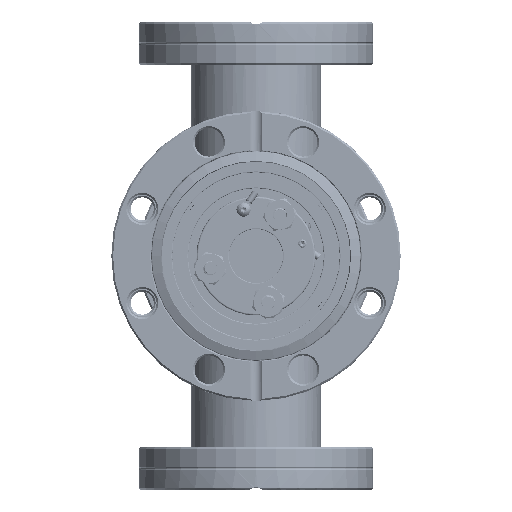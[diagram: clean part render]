
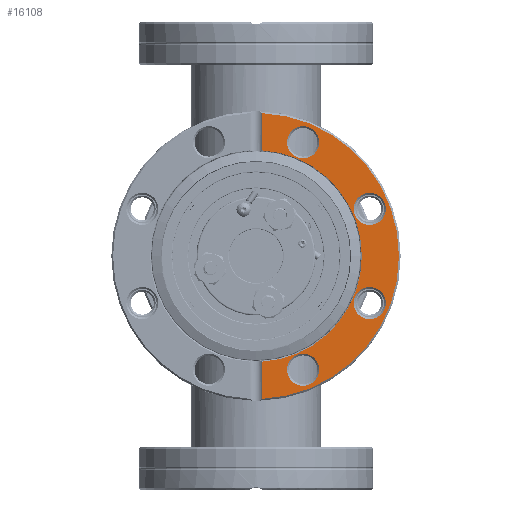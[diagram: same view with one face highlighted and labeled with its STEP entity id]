
A CAD part, front view. The second image highlights one B-rep face of the part: STEP entity #16108.
In plain terms, the highlighted face is planar.
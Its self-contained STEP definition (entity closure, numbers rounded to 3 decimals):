
#839=FACE_BOUND('',#2398,.T.);
#840=FACE_BOUND('',#2399,.T.);
#841=FACE_BOUND('',#2400,.T.);
#842=FACE_BOUND('',#2401,.T.);
#1045=PLANE('',#17744);
#1497=FACE_OUTER_BOUND('',#2397,.T.);
#2397=EDGE_LOOP('',(#11231,#11232,#11233,#11234));
#2398=EDGE_LOOP('',(#11235,#11236));
#2399=EDGE_LOOP('',(#11237,#11238));
#2400=EDGE_LOOP('',(#11239,#11240));
#2401=EDGE_LOOP('',(#11241,#11242));
#3427=LINE('',#25630,#4114);
#3428=LINE('',#25634,#4115);
#4114=VECTOR('',#20306,1000.);
#4115=VECTOR('',#20309,1000.);
#5339=CIRCLE('',#17745,31.128);
#5340=CIRCLE('',#17746,42.037);
#5341=CIRCLE('',#17747,4.724);
#5342=CIRCLE('',#17748,4.724);
#5343=CIRCLE('',#17749,4.724);
#5344=CIRCLE('',#17750,4.724);
#5345=CIRCLE('',#17751,4.724);
#5346=CIRCLE('',#17752,4.724);
#5347=CIRCLE('',#17753,4.724);
#5348=CIRCLE('',#17754,4.724);
#6569=VERTEX_POINT('',#25628);
#6570=VERTEX_POINT('',#25629);
#6571=VERTEX_POINT('',#25631);
#6572=VERTEX_POINT('',#25633);
#6573=VERTEX_POINT('',#25636);
#6574=VERTEX_POINT('',#25637);
#6575=VERTEX_POINT('',#25640);
#6576=VERTEX_POINT('',#25641);
#6577=VERTEX_POINT('',#25644);
#6578=VERTEX_POINT('',#25645);
#6579=VERTEX_POINT('',#25648);
#6580=VERTEX_POINT('',#25649);
#8404=EDGE_CURVE('',#6569,#6570,#3427,.T.);
#8405=EDGE_CURVE('',#6570,#6571,#5339,.F.);
#8406=EDGE_CURVE('',#6572,#6571,#3428,.T.);
#8407=EDGE_CURVE('',#6572,#6569,#5340,.T.);
#8408=EDGE_CURVE('',#6573,#6574,#5341,.F.);
#8409=EDGE_CURVE('',#6574,#6573,#5342,.F.);
#8410=EDGE_CURVE('',#6575,#6576,#5343,.F.);
#8411=EDGE_CURVE('',#6576,#6575,#5344,.F.);
#8412=EDGE_CURVE('',#6577,#6578,#5345,.F.);
#8413=EDGE_CURVE('',#6578,#6577,#5346,.F.);
#8414=EDGE_CURVE('',#6579,#6580,#5347,.F.);
#8415=EDGE_CURVE('',#6580,#6579,#5348,.F.);
#11231=ORIENTED_EDGE('',*,*,#8404,.T.);
#11232=ORIENTED_EDGE('',*,*,#8405,.T.);
#11233=ORIENTED_EDGE('',*,*,#8406,.F.);
#11234=ORIENTED_EDGE('',*,*,#8407,.T.);
#11235=ORIENTED_EDGE('',*,*,#8408,.T.);
#11236=ORIENTED_EDGE('',*,*,#8409,.T.);
#11237=ORIENTED_EDGE('',*,*,#8410,.T.);
#11238=ORIENTED_EDGE('',*,*,#8411,.T.);
#11239=ORIENTED_EDGE('',*,*,#8412,.T.);
#11240=ORIENTED_EDGE('',*,*,#8413,.T.);
#11241=ORIENTED_EDGE('',*,*,#8414,.T.);
#11242=ORIENTED_EDGE('',*,*,#8415,.T.);
#16108=ADVANCED_FACE('',(#1497,#839,#840,#841,#842),#1045,.T.);
#17744=AXIS2_PLACEMENT_3D('',#25627,#20304,#20305);
#17745=AXIS2_PLACEMENT_3D('',#25632,#20307,#20308);
#17746=AXIS2_PLACEMENT_3D('',#25635,#20310,#20311);
#17747=AXIS2_PLACEMENT_3D('',#25638,#20312,#20313);
#17748=AXIS2_PLACEMENT_3D('',#25639,#20314,#20315);
#17749=AXIS2_PLACEMENT_3D('',#25642,#20316,#20317);
#17750=AXIS2_PLACEMENT_3D('',#25643,#20318,#20319);
#17751=AXIS2_PLACEMENT_3D('',#25646,#20320,#20321);
#17752=AXIS2_PLACEMENT_3D('',#25647,#20322,#20323);
#17753=AXIS2_PLACEMENT_3D('',#25650,#20324,#20325);
#17754=AXIS2_PLACEMENT_3D('',#25651,#20326,#20327);
#20304=DIRECTION('center_axis',(0.,0.,-1.));
#20305=DIRECTION('ref_axis',(-1.,0.,0.));
#20306=DIRECTION('',(0.,1.,0.));
#20307=DIRECTION('center_axis',(0.,0.,-1.));
#20308=DIRECTION('ref_axis',(-1.,0.,0.));
#20309=DIRECTION('',(0.,-1.,0.));
#20310=DIRECTION('center_axis',(0.,0.,-1.));
#20311=DIRECTION('ref_axis',(-1.,0.,0.));
#20312=DIRECTION('center_axis',(0.,0.,-1.));
#20313=DIRECTION('ref_axis',(-1.,0.,0.));
#20314=DIRECTION('center_axis',(0.,0.,-1.));
#20315=DIRECTION('ref_axis',(-1.,0.,0.));
#20316=DIRECTION('center_axis',(0.,0.,-1.));
#20317=DIRECTION('ref_axis',(-1.,0.,0.));
#20318=DIRECTION('center_axis',(0.,0.,-1.));
#20319=DIRECTION('ref_axis',(-1.,0.,0.));
#20320=DIRECTION('center_axis',(0.,0.,-1.));
#20321=DIRECTION('ref_axis',(-1.,0.,0.));
#20322=DIRECTION('center_axis',(0.,0.,-1.));
#20323=DIRECTION('ref_axis',(-1.,0.,0.));
#20324=DIRECTION('center_axis',(0.,0.,-1.));
#20325=DIRECTION('ref_axis',(-1.,0.,0.));
#20326=DIRECTION('center_axis',(0.,0.,-1.));
#20327=DIRECTION('ref_axis',(-1.,0.,0.));
#25627=CARTESIAN_POINT('Origin',(0.,0.,-8.636));
#25628=CARTESIAN_POINT('',(1.769,-42.,-8.636));
#25629=CARTESIAN_POINT('',(1.769,-31.077,-8.636));
#25630=CARTESIAN_POINT('',(1.769,-122.197,-8.636));
#25631=CARTESIAN_POINT('',(1.769,31.077,-8.636));
#25632=CARTESIAN_POINT('Origin',(0.,0.,-8.636));
#25633=CARTESIAN_POINT('',(1.769,42.,-8.636));
#25634=CARTESIAN_POINT('',(1.769,122.197,-8.636));
#25635=CARTESIAN_POINT('Origin',(0.,0.,-8.636));
#25636=CARTESIAN_POINT('',(9.127,33.44,-8.636));
#25637=CARTESIAN_POINT('',(18.576,33.44,-8.636));
#25638=CARTESIAN_POINT('Origin',(13.851,33.44,-8.636));
#25639=CARTESIAN_POINT('Origin',(13.851,33.44,-8.636));
#25640=CARTESIAN_POINT('',(28.715,13.851,-8.636));
#25641=CARTESIAN_POINT('',(38.164,13.851,-8.636));
#25642=CARTESIAN_POINT('Origin',(33.44,13.851,-8.636));
#25643=CARTESIAN_POINT('Origin',(33.44,13.851,-8.636));
#25644=CARTESIAN_POINT('',(28.715,-13.851,-8.636));
#25645=CARTESIAN_POINT('',(38.164,-13.851,-8.636));
#25646=CARTESIAN_POINT('Origin',(33.44,-13.851,-8.636));
#25647=CARTESIAN_POINT('Origin',(33.44,-13.851,-8.636));
#25648=CARTESIAN_POINT('',(9.127,-33.44,-8.636));
#25649=CARTESIAN_POINT('',(18.576,-33.44,-8.636));
#25650=CARTESIAN_POINT('Origin',(13.851,-33.44,-8.636));
#25651=CARTESIAN_POINT('Origin',(13.851,-33.44,-8.636));
